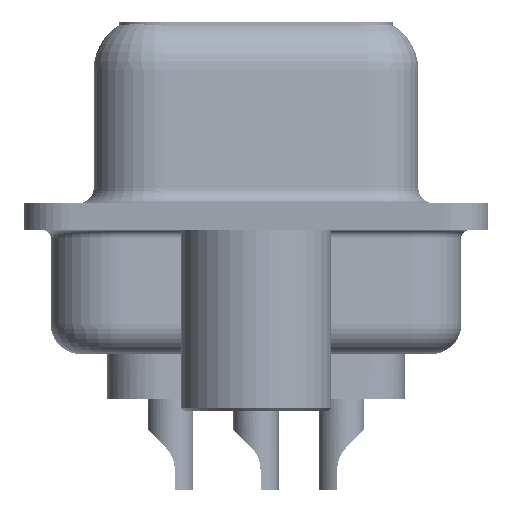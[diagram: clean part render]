
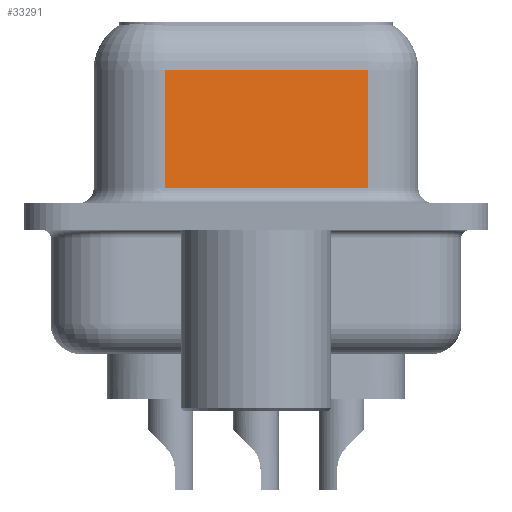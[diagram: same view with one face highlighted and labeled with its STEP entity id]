
A CAD part, left-side view. The second image highlights one B-rep face of the part: STEP entity #33291.
In plain terms, the highlighted planar face has unit normal (-0.985, -0.174, 0).
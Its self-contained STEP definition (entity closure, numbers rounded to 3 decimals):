
#269 = EDGE_CURVE ( 'NONE', #12608, #13006, #6325, .T. ) ;
#1675 = LINE ( 'NONE', #4464, #22232 ) ;
#1905 = ORIENTED_EDGE ( 'NONE', *, *, #269, .T. ) ;
#2584 = DIRECTION ( 'NONE',  ( -0.174, 0.985, 0. ) ) ;
#2975 = CARTESIAN_POINT ( 'NONE',  ( 5.621, -3.722, 4.85 ) ) ;
#4464 = CARTESIAN_POINT ( 'NONE',  ( 5.621, -3.722, 6.6 ) ) ;
#4796 = DIRECTION ( 'NONE',  ( -0.174, 0.985, 0. ) ) ;
#5385 = DIRECTION ( 'NONE',  ( 0.174, -0.985, 0. ) ) ;
#6325 = LINE ( 'NONE', #2975, #13288 ) ;
#6517 = EDGE_CURVE ( 'NONE', #32963, #22251, #26321, .T. ) ;
#7674 = ORIENTED_EDGE ( 'NONE', *, *, #37603, .T. ) ;
#8941 = CARTESIAN_POINT ( 'NONE',  ( 4.43, 3.028, 0.95 ) ) ;
#10129 = CARTESIAN_POINT ( 'NONE',  ( 5.621, -3.722, 6.6 ) ) ;
#10207 = ORIENTED_EDGE ( 'NONE', *, *, #6517, .T. ) ;
#10723 = FACE_OUTER_BOUND ( 'NONE', #13207, .T. ) ;
#12319 = EDGE_CURVE ( 'NONE', #12608, #22251, #1675, .T. ) ;
#12608 = VERTEX_POINT ( 'NONE', #27322 ) ;
#13006 = VERTEX_POINT ( 'NONE', #35150 ) ;
#13207 = EDGE_LOOP ( 'NONE', ( #36013, #1905, #7674, #10207 ) ) ;
#13288 = VECTOR ( 'NONE', #2584, 1000. ) ;
#16085 = VECTOR ( 'NONE', #16299, 1000. ) ;
#16299 = DIRECTION ( 'NONE',  ( 0., 0., -1. ) ) ;
#19268 = LINE ( 'NONE', #22422, #16085 ) ;
#19818 = DIRECTION ( 'NONE',  ( 0.985, 0.174, 0. ) ) ;
#22232 = VECTOR ( 'NONE', #32125, 1000. ) ;
#22251 = VERTEX_POINT ( 'NONE', #32037 ) ;
#22422 = CARTESIAN_POINT ( 'NONE',  ( 4.43, 3.028, 6.6 ) ) ;
#24705 = AXIS2_PLACEMENT_3D ( 'NONE', #10129, #19818, #4796 ) ;
#26321 = LINE ( 'NONE', #38421, #26471 ) ;
#26471 = VECTOR ( 'NONE', #5385, 1000. ) ;
#27322 = CARTESIAN_POINT ( 'NONE',  ( 5.621, -3.722, 4.85 ) ) ;
#32037 = CARTESIAN_POINT ( 'NONE',  ( 5.621, -3.722, 0.95 ) ) ;
#32125 = DIRECTION ( 'NONE',  ( 0., 0., -1. ) ) ;
#32963 = VERTEX_POINT ( 'NONE', #8941 ) ;
#33291 = ADVANCED_FACE ( 'NONE', ( #10723 ), #34853, .F. ) ;
#34853 = PLANE ( 'NONE',  #24705 ) ;
#35150 = CARTESIAN_POINT ( 'NONE',  ( 4.43, 3.028, 4.85 ) ) ;
#36013 = ORIENTED_EDGE ( 'NONE', *, *, #12319, .F. ) ;
#37603 = EDGE_CURVE ( 'NONE', #13006, #32963, #19268, .T. ) ;
#38421 = CARTESIAN_POINT ( 'NONE',  ( 5.621, -3.722, 0.95 ) ) ;
